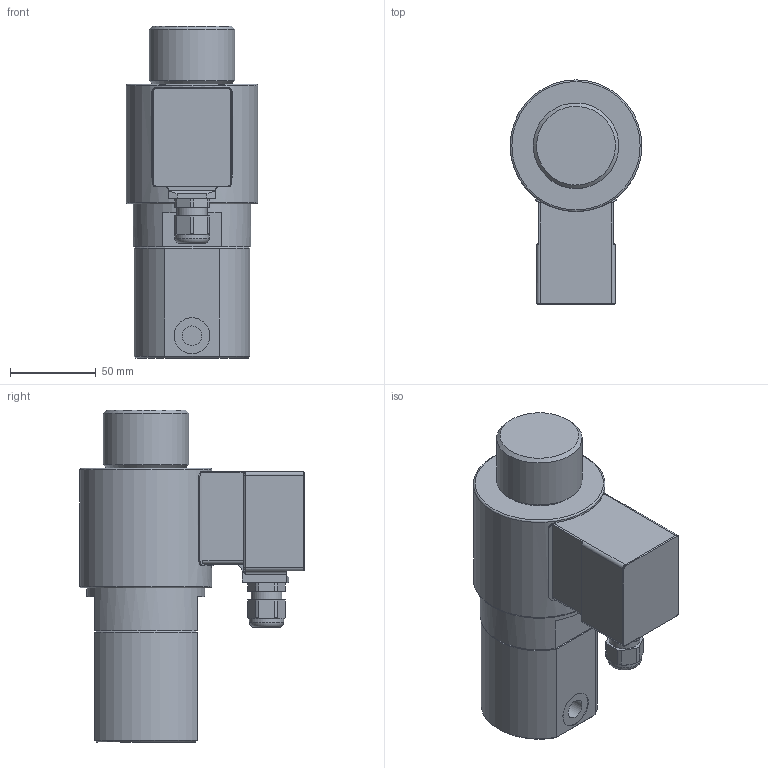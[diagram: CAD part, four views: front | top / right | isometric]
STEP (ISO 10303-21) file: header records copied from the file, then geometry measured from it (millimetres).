
FILE_DESCRIPTION(/* description */ ('3D-Model 055.000043'),/* implementation_level */ '2;1');
FILE_NAME(/* name */ '055.000043_A5544-1004-.242-NO.stp',/* time_stamp */ '2018-11-20T07:59:04+01:00',/* author */ ('CBeuthner'),/* organization */ (''),/* preprocessor_version */ 'ST-DEVELOPER v16.1',/* originating_system */ 'Autodesk Inventor 2016',/* authorisation */ '');
FILE_SCHEMA (('CONFIG_CONTROL_DESIGN'));
Length unit declared in the file: millimetre
Products named in the file (1): 88-004059
Bounding box: 77 x 131 x 194 mm (x, y, z)
Volume: 859046.9 mm3; surface area: 66896.1 mm2
Topology: 1 solids, 1 shells, 142 faces, 337 edges, 206 vertices
Faces by surface type: plane 60, cylinder 51, cone 16, torus 11, bspline 4
Full cylindrical faces by diameter (mm): 11.445 x2, 18 x1, 20 x1, 21 x2, 50 x1, 69 x1, 77 x1
Entity records: 4557 total; most frequent: CARTESIAN_POINT 1176, DIRECTION 669, ORIENTED_EDGE 636, EDGE_CURVE 318, AXIS2_PLACEMENT_3D 256, VERTEX_POINT 203, EDGE_LOOP 167, LINE 157
